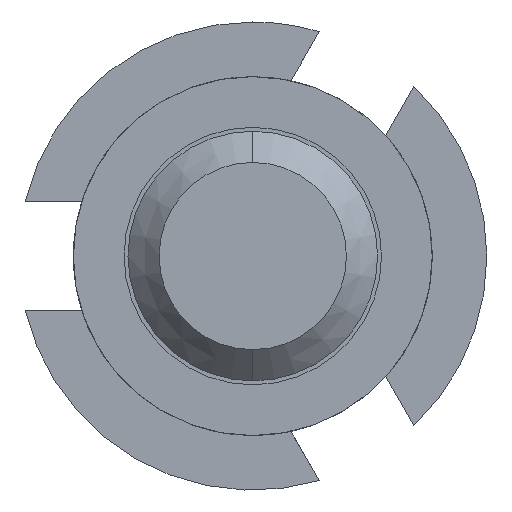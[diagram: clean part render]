
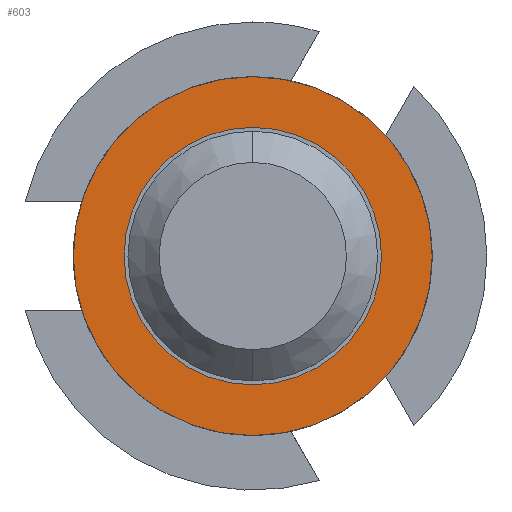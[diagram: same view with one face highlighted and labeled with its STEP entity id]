
A CAD part, front view. The second image highlights one B-rep face of the part: STEP entity #603.
In plain terms, the highlighted planar face has unit normal (0, -1, 0).
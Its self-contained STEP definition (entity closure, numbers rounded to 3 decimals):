
#99 = EDGE_CURVE ( 'Defeature ausgef�hrt1_14+Defeature ausgef�hrt1_13+Defeature ausgef�hrt1_13+Defeature ausgef�hrt1_13', #3640, #3629, #2342, .T. ) ;
#161 = EDGE_LOOP ( 'NONE', ( #2518, #1782 ) ) ;
#182 = CARTESIAN_POINT ( 'NONE',  ( 0., -1.5, 1.15 ) ) ;
#205 = CARTESIAN_POINT ( 'NONE',  ( 0., -1.5, -0.825 ) ) ;
#213 = DIRECTION ( 'NONE',  ( 0., 1., 0. ) ) ;
#251 = CARTESIAN_POINT ( 'NONE',  ( 0., -1.5, 0. ) ) ;
#303 = CIRCLE ( 'NONE', #2494, 0.825 ) ;
#336 = DIRECTION ( 'NONE',  ( 0., 1., 0. ) ) ;
#343 = CARTESIAN_POINT ( 'NONE',  ( 0., -1.5, 0. ) ) ;
#603 = ADVANCED_FACE ( 'Defeature ausgef�hrt1_14', ( #3614, #1182 ), #1270, .F. ) ;
#809 = EDGE_CURVE ( 'Defeature ausgef�hrt1_8+Defeature ausgef�hrt1_14+Defeature ausgef�hrt1_14+Defeature ausgef�hrt1_14', #1556, #3289, #2726, .T. ) ;
#880 = CARTESIAN_POINT ( 'NONE',  ( 0., -1.5, -1.15 ) ) ;
#890 = DIRECTION ( 'NONE',  ( 0., 0., 1. ) ) ;
#907 = DIRECTION ( 'NONE',  ( 0., 1., 0. ) ) ;
#1182 = FACE_BOUND ( 'NONE', #161, .T. ) ;
#1270 = PLANE ( 'NONE',  #1954 ) ;
#1282 = ORIENTED_EDGE ( 'NONE', *, *, #809, .F. ) ;
#1355 = DIRECTION ( 'NONE',  ( 0., 1., 0. ) ) ;
#1452 = DIRECTION ( 'NONE',  ( 0., 1., 0. ) ) ;
#1556 = VERTEX_POINT ( 'NONE', #880 ) ;
#1782 = ORIENTED_EDGE ( 'NONE', *, *, #99, .T. ) ;
#1954 = AXIS2_PLACEMENT_3D ( 'NONE', #3116, #907, #890 ) ;
#2080 = AXIS2_PLACEMENT_3D ( 'NONE', #2549, #336, #2916 ) ;
#2342 = CIRCLE ( 'NONE', #3298, 0.825 ) ;
#2494 = AXIS2_PLACEMENT_3D ( 'NONE', #251, #1355, #3958 ) ;
#2498 = DIRECTION ( 'NONE',  ( 0., 0., 1. ) ) ;
#2518 = ORIENTED_EDGE ( 'NONE', *, *, #3947, .T. ) ;
#2549 = CARTESIAN_POINT ( 'NONE',  ( 0., -1.5, 0. ) ) ;
#2726 = CIRCLE ( 'NONE', #4713, 1.15 ) ;
#2916 = DIRECTION ( 'NONE',  ( 0., 0., 1. ) ) ;
#2957 = DIRECTION ( 'NONE',  ( 0., 0., 1. ) ) ;
#3116 = CARTESIAN_POINT ( 'NONE',  ( 0.825, -1.5, 0. ) ) ;
#3211 = CARTESIAN_POINT ( 'NONE',  ( 0., -1.5, 0. ) ) ;
#3247 = EDGE_LOOP ( 'NONE', ( #3417, #1282 ) ) ;
#3263 = CIRCLE ( 'NONE', #2080, 1.15 ) ;
#3289 = VERTEX_POINT ( 'NONE', #182 ) ;
#3298 = AXIS2_PLACEMENT_3D ( 'NONE', #3211, #213, #2498 ) ;
#3417 = ORIENTED_EDGE ( 'NONE', *, *, #3989, .F. ) ;
#3541 = CARTESIAN_POINT ( 'NONE',  ( 0., -1.5, 0.825 ) ) ;
#3614 = FACE_OUTER_BOUND ( 'NONE', #3247, .T. ) ;
#3629 = VERTEX_POINT ( 'NONE', #3541 ) ;
#3640 = VERTEX_POINT ( 'NONE', #205 ) ;
#3947 = EDGE_CURVE ( 'Defeature ausgef�hrt1_14+Defeature ausgef�hrt1_13+Defeature ausgef�hrt1_13+Defeature ausgef�hrt1_13', #3629, #3640, #303, .T. ) ;
#3958 = DIRECTION ( 'NONE',  ( 0., 0., 1. ) ) ;
#3989 = EDGE_CURVE ( 'Defeature ausgef�hrt1_8+Defeature ausgef�hrt1_14+Defeature ausgef�hrt1_14+Defeature ausgef�hrt1_14', #3289, #1556, #3263, .T. ) ;
#4713 = AXIS2_PLACEMENT_3D ( 'NONE', #343, #1452, #2957 ) ;
